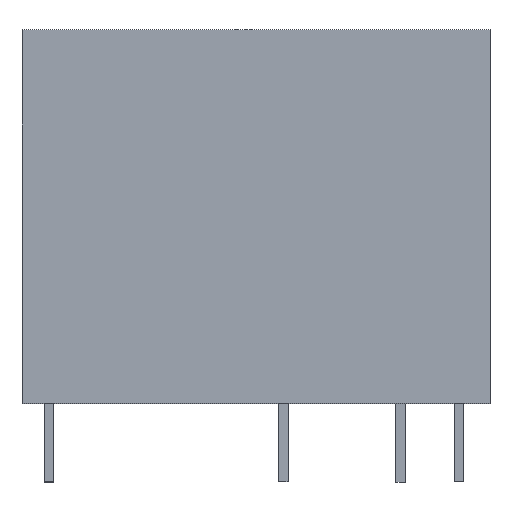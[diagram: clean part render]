
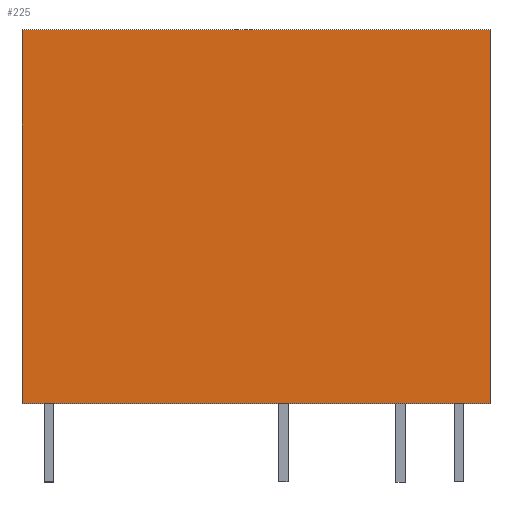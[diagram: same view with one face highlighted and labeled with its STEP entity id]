
A CAD part, top view. The second image highlights one B-rep face of the part: STEP entity #225.
In plain terms, the highlighted planar face has unit normal (0, 0, 1).
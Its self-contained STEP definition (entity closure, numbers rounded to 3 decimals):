
#225=ADVANCED_FACE('',(#569),#570,.T.);
#437=VERTEX_POINT('',#792);
#439=VERTEX_POINT('',#794);
#441=EDGE_CURVE('',#437,#439,#796,.T.);
#443=VERTEX_POINT('',#798);
#445=EDGE_CURVE('',#439,#443,#800,.T.);
#447=VERTEX_POINT('',#802);
#449=EDGE_CURVE('',#443,#447,#804,.T.);
#451=EDGE_CURVE('',#447,#437,#806,.T.);
#569=FACE_OUTER_BOUND('',#914,.T.);
#570=PLANE('',#915);
#792=CARTESIAN_POINT('',(10.15,0.0,5.15));
#794=CARTESIAN_POINT('',(10.15,16.2,5.15));
#796=LINE('',#1262,#1263);
#798=CARTESIAN_POINT('',(-10.15,16.2,5.15));
#800=LINE('',#1268,#1269);
#802=CARTESIAN_POINT('',(-10.15,0.0,5.15));
#804=LINE('',#1274,#1275);
#806=LINE('',#1278,#1279);
#914=EDGE_LOOP('',(#1522,#1523,#1524,#1525));
#915=AXIS2_PLACEMENT_3D('',#1526,#1527,#1528);
#1262=CARTESIAN_POINT('',(10.15,8.1,5.15));
#1263=VECTOR('',#1649,1.0);
#1268=CARTESIAN_POINT('',(0.0,16.2,5.15));
#1269=VECTOR('',#1650,1.0);
#1274=CARTESIAN_POINT('',(-10.15,8.1,5.15));
#1275=VECTOR('',#1651,1.0);
#1278=CARTESIAN_POINT('',(0.0,0.0,5.15));
#1279=VECTOR('',#1652,1.0);
#1522=ORIENTED_EDGE('',*,*,#441,.T.);
#1523=ORIENTED_EDGE('',*,*,#445,.T.);
#1524=ORIENTED_EDGE('',*,*,#449,.T.);
#1525=ORIENTED_EDGE('',*,*,#451,.T.);
#1526=CARTESIAN_POINT('',(0.0,8.1,5.15));
#1527=DIRECTION('',(0.0,0.0,1.0));
#1528=DIRECTION('',(1.0,-0.0,0.0));
#1649=DIRECTION('',(0.0,1.0,0.0));
#1650=DIRECTION('',(-1.0,0.0,0.0));
#1651=DIRECTION('',(0.0,-1.0,0.0));
#1652=DIRECTION('',(1.0,0.0,0.0));
